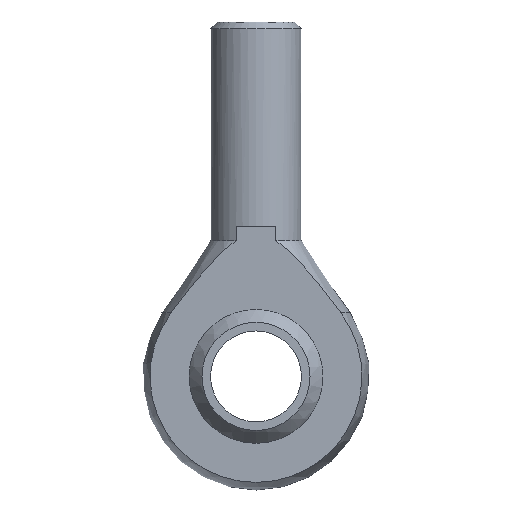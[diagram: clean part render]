
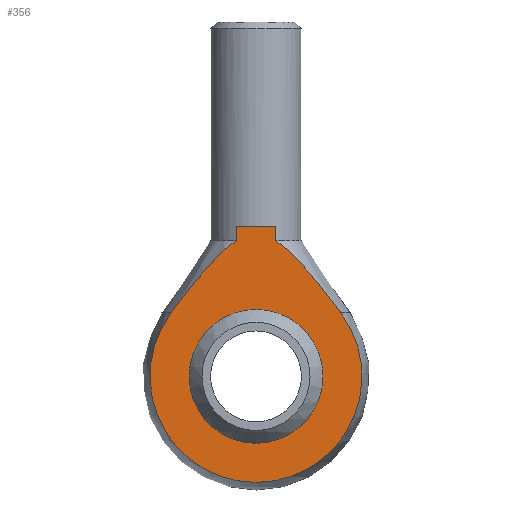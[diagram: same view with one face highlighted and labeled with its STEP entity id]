
A CAD part, left-side view. The second image highlights one B-rep face of the part: STEP entity #356.
In plain terms, the highlighted planar face has unit normal (-1, 0, 0).
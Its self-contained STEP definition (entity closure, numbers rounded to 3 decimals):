
#101=CARTESIAN_POINT('',(-9.0,-18.678,-64.031));
#102=VERTEX_POINT('',#101);
#112=CARTESIAN_POINT('',(-9.0,18.678,-64.031));
#113=VERTEX_POINT('',#112);
#114=CARTESIAN_POINT('',(-9.0,0.0,-78.0));
#115=DIRECTION('',(-1.0,0.0,0.0));
#116=DIRECTION('',(0.0,0.0,1.0));
#117=AXIS2_PLACEMENT_3D('',#114,#115,#116);
#118=CIRCLE('',#117,23.324);
#119=EDGE_CURVE('',#102,#113,#118,.F.);
#156=CARTESIAN_POINT('',(-9.0,-4.359,-48.1));
#157=VERTEX_POINT('',#156);
#158=CARTESIAN_POINT('',(-9.0,-4.359,-45.0));
#159=VERTEX_POINT('',#158);
#160=CARTESIAN_POINT('',(-9.0,-4.359,-48.1));
#161=DIRECTION('',(0.0,0.0,1.0));
#162=VECTOR('',#161,3.1);
#163=LINE('',#160,#162);
#164=EDGE_CURVE('',#157,#159,#163,.T.);
#200=CARTESIAN_POINT('',(-9.0,4.359,-48.1));
#201=VERTEX_POINT('',#200);
#209=CARTESIAN_POINT('',(-9.0,4.359,-45.0));
#210=VERTEX_POINT('',#209);
#211=CARTESIAN_POINT('',(-9.0,4.359,-48.1));
#212=DIRECTION('',(0.0,0.0,1.0));
#213=VECTOR('',#212,3.1);
#214=LINE('',#211,#213);
#215=EDGE_CURVE('',#210,#201,#214,.F.);
#296=CARTESIAN_POINT('',(-9.,-45.654,-102.324));
#297=CARTESIAN_POINT('',(-9.,0.0,-35.841));
#298=CARTESIAN_POINT('',(-9.,45.654,-102.324));
#306=(BOUNDED_CURVE()B_SPLINE_CURVE(2,(#296,#297,#298),.UNSPECIFIED.,.F.,.U.)B_SPLINE_CURVE_WITH_KNOTS((3,3),(0.0,14.405),.UNSPECIFIED.)CURVE()GEOMETRIC_REPRESENTATION_ITEM()RATIONAL_B_SPLINE_CURVE((1.0,5.17,1.0))REPRESENTATION_ITEM(''));
#307=EDGE_CURVE('',#102,#157,#306,.T.);
#315=CARTESIAN_POINT('',(-9.0,50.0,-45.0));
#316=DIRECTION('',(-1.0,0.0,0.0));
#317=DIRECTION('',(0.0,0.0,1.0));
#318=AXIS2_PLACEMENT_3D('',#315,#316,#317);
#319=PLANE('',#318);
#320=ORIENTED_EDGE('',*,*,#164,.T.);
#321=CARTESIAN_POINT('',(-9.0,4.359,-45.0));
#322=DIRECTION('',(0.0,-1.0,0.0));
#323=VECTOR('',#322,8.718);
#324=LINE('',#321,#323);
#325=EDGE_CURVE('',#210,#159,#324,.T.);
#326=ORIENTED_EDGE('',*,*,#325,.F.);
#327=ORIENTED_EDGE('',*,*,#215,.T.);
#328=CARTESIAN_POINT('',(-9.,-45.654,-102.324));
#329=CARTESIAN_POINT('',(-9.,0.0,-35.841));
#330=CARTESIAN_POINT('',(-9.,45.654,-102.324));
#338=(BOUNDED_CURVE()B_SPLINE_CURVE(2,(#328,#329,#330),.UNSPECIFIED.,.F.,.U.)B_SPLINE_CURVE_WITH_KNOTS((3,3),(0.0,14.405),.UNSPECIFIED.)CURVE()GEOMETRIC_REPRESENTATION_ITEM()RATIONAL_B_SPLINE_CURVE((1.0,5.17,1.0))REPRESENTATION_ITEM(''));
#339=EDGE_CURVE('',#201,#113,#338,.T.);
#340=ORIENTED_EDGE('',*,*,#339,.T.);
#341=ORIENTED_EDGE('',*,*,#119,.F.);
#342=ORIENTED_EDGE('',*,*,#307,.T.);
#343=EDGE_LOOP('',(#320,#326,#327,#340,#341,#342));
#344=FACE_OUTER_BOUND('',#343,.T.);
#345=CARTESIAN_POINT('',(-9.0,0.,-63.272));
#346=VERTEX_POINT('',#345);
#347=CARTESIAN_POINT('',(-9.0,0.,-78.0));
#348=DIRECTION('',(-1.0,0.0,0.0));
#349=DIRECTION('',(0.0,0.0,1.0));
#350=AXIS2_PLACEMENT_3D('',#347,#348,#349);
#351=CIRCLE('',#350,14.728);
#352=EDGE_CURVE('',#346,#346,#351,.T.);
#353=ORIENTED_EDGE('',*,*,#352,.F.);
#354=EDGE_LOOP('',(#353));
#355=FACE_BOUND('',#354,.T.);
#356=ADVANCED_FACE('',(#344,#355),#319,.T.);
